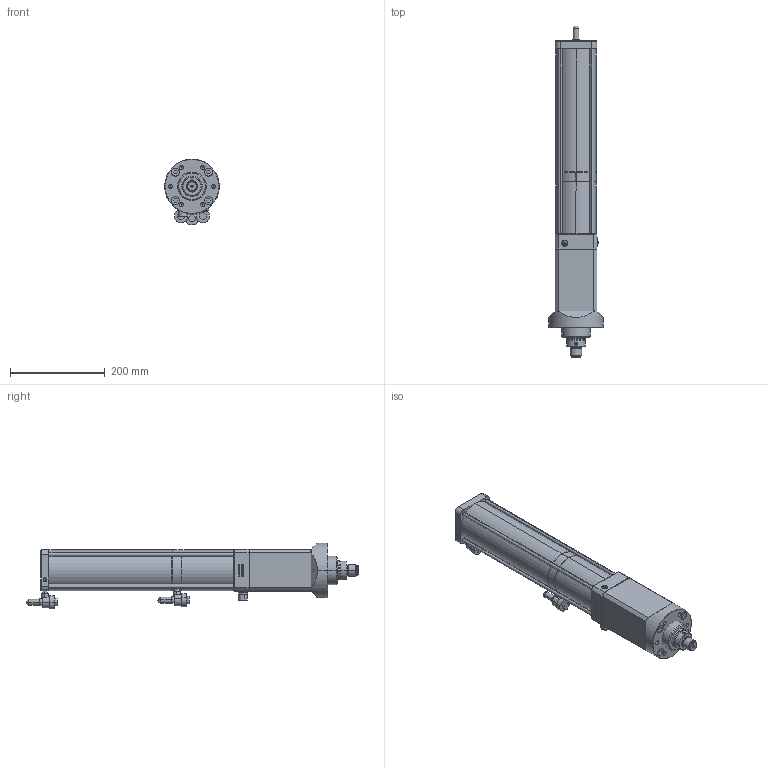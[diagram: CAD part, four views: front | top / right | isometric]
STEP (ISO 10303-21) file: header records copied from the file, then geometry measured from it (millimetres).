
FILE_DESCRIPTION (( 'STEP AP203' ), '1' );
FILE_NAME ('step KC-S 10-75.STEP', '2018-12-13T21:46:32', ( '' ), ( '' ), 'SwSTEP 2.0', 'SolidWorks 2018', '' );
FILE_SCHEMA (( 'CONFIG_CONTROL_DESIGN' ));
Length unit declared in the file: millimetre
Products named in the file (1): step KC-S 10-75
Bounding box: 115 x 700.5 x 139 mm (x, y, z)
Volume: 4211759 mm3; surface area: 289041.1 mm2
Topology: 11 solids, 11 shells, 951 faces, 2292 edges, 1442 vertices
Faces by surface type: plane 454, cylinder 221, bspline 130, cone 114, torus 32
Entity records: 34309 total; most frequent: CARTESIAN_POINT 12851, ORIENTED_EDGE 4516, DIRECTION 4128, EDGE_CURVE 2258, VERTEX_POINT 1442, AXIS2_PLACEMENT_3D 1418, LINE 1292, VECTOR 1292
